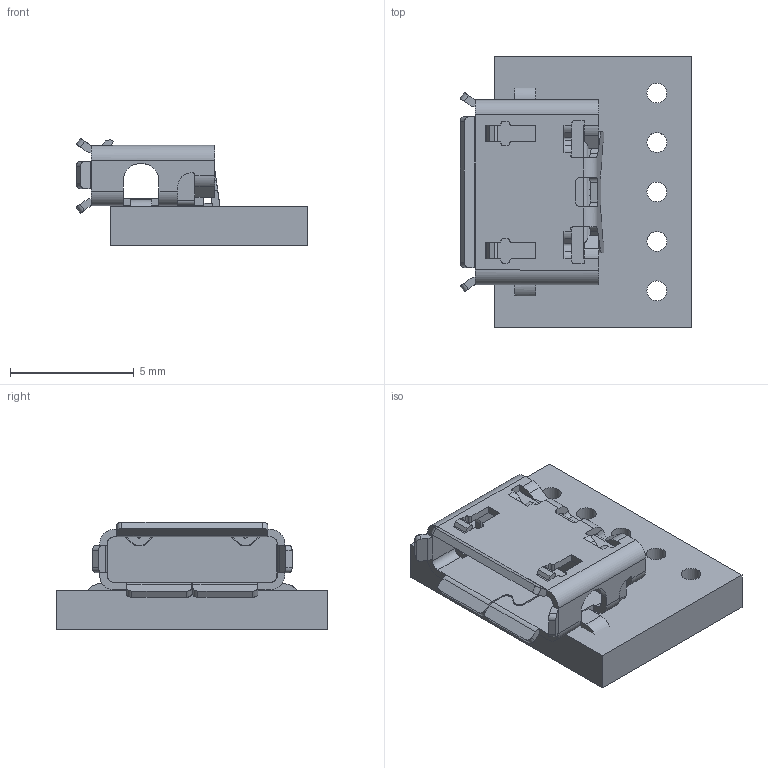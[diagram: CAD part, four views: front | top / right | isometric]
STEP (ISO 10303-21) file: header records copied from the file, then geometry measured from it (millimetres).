
FILE_DESCRIPTION(('KiCad electronic assembly'),'2;1');
FILE_NAME('microusb_breakout.step','2020-02-20T01:15:57',('An Author'),( 'A Company'),'Open CASCADE STEP processor 6.9', 'KiCad to STEP converter','Unknown');
FILE_SCHEMA(('AUTOMOTIVE_DESIGN { 1 0 10303 214 1 1 1 1 }'));
Length unit declared in the file: millimetre
Products named in the file (4): Open CASCADE STEP translator 6.9 1; MICROUSB_SHTH; SHELL; COMPOUND
Assembly tree (3 placements, depth 3):
  Open CASCADE STEP translator 6.9 1
    MICROUSB_SHTH
      SHELL
    COMPOUND
Bounding box: 9.37 x 11 x 4.35 mm (x, y, z)
Volume: 135.9 mm3; surface area: 496.4 mm2
Topology: 1 solids, 2 shells, 390 faces, 1188 edges, 788 vertices
Faces by surface type: plane 251, cylinder 139
Full cylindrical faces by diameter (mm): 0.6 x2, 0.8 x5
Entity records: 40302 total; most frequent: CARTESIAN_POINT 16041, DIRECTION 3297, LINE 2390, VECTOR 2390, ORIENTED_EDGE 2376, PCURVE 2376, DEFINITIONAL_REPRESENTATION 2376, EDGE_CURVE 1188
